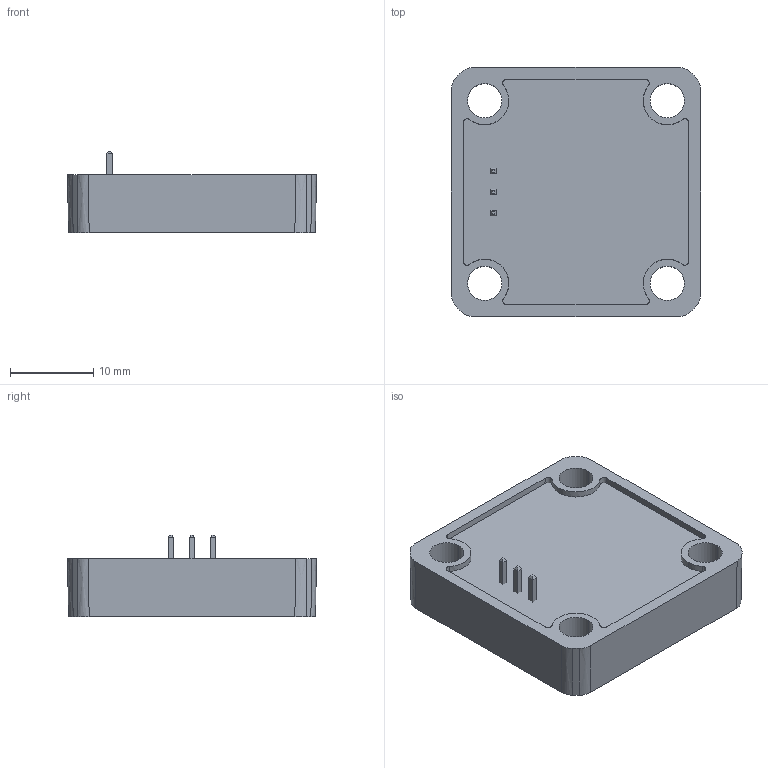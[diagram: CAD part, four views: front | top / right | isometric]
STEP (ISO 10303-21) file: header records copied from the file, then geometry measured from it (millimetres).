
FILE_DESCRIPTION (( 'STEP AP214' ), '1' );
FILE_NAME ('517919_PIN_ausf.STEP', '2011-11-17T08:44:53', ( 'dummy' ), ( 'Microsoft' ), 'SwSTEP 2.0', 'SolidWorks 2010', '' );
FILE_SCHEMA (( 'AUTOMOTIVE_DESIGN' ));
Length unit declared in the file: millimetre
Products named in the file (1): 517919_PIN_ausf
Bounding box: 30 x 30 x 9.84 mm (x, y, z)
Surface area: 3451.5 mm2 (no closed solid volume)
Topology: 0 solids, 5 shells, 72 faces, 232 edges, 166 vertices
Faces by surface type: plane 38, bspline 16, cone 10, cylinder 8
Entity records: 3785 total; most frequent: CARTESIAN_POINT 1139, ORIENTED_EDGE 388, DIRECTION 314, EDGE_CURVE 232, VERTEX_POINT 166, AXIS2_PLACEMENT_3D 109, LINE 96, VECTOR 96
